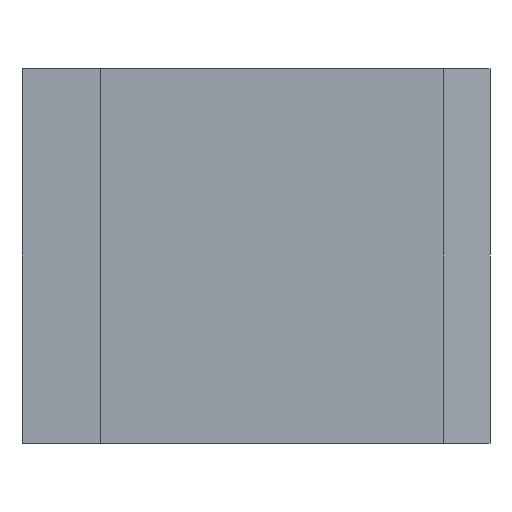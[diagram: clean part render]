
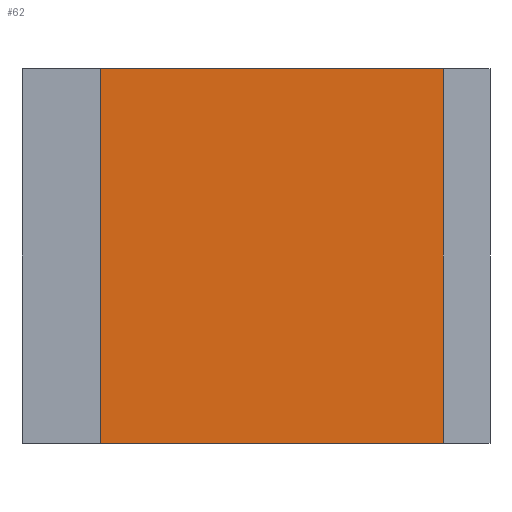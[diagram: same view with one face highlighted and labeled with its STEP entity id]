
A CAD part, left-side view. The second image highlights one B-rep face of the part: STEP entity #62.
In plain terms, the highlighted planar face has unit normal (-1, 0, 0).
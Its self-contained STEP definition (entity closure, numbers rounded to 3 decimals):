
#62 = ADVANCED_FACE( '', ( #134 ), #135, .F. );
#134 = FACE_OUTER_BOUND( '', #211, .T. );
#135 = PLANE( '', #212 );
#211 = EDGE_LOOP( '', ( #324, #325, #326, #327 ) );
#212 = AXIS2_PLACEMENT_3D( '', #328, #329, #330 );
#324 = ORIENTED_EDGE( '', *, *, #470, .T. );
#325 = ORIENTED_EDGE( '', *, *, #460, .F. );
#326 = ORIENTED_EDGE( '', *, *, #471, .F. );
#327 = ORIENTED_EDGE( '', *, *, #453, .T. );
#328 = CARTESIAN_POINT( '', ( -29., 50., 48. ) );
#329 = DIRECTION( '', ( 1., 0., 0. ) );
#330 = DIRECTION( '', ( 0., 0., -1. ) );
#453 = EDGE_CURVE( '', #543, #541, #544, .T. );
#460 = EDGE_CURVE( '', #554, #549, #556, .T. );
#470 = EDGE_CURVE( '', #541, #549, #570, .T. );
#471 = EDGE_CURVE( '', #543, #554, #571, .T. );
#541 = VERTEX_POINT( '', #660 );
#543 = VERTEX_POINT( '', #663 );
#544 = LINE( '', #664, #665 );
#549 = VERTEX_POINT( '', #672 );
#554 = VERTEX_POINT( '', #679 );
#556 = LINE( '', #682, #683 );
#570 = LINE( '', #703, #704 );
#571 = LINE( '', #705, #706 );
#660 = CARTESIAN_POINT( '', ( -29., 50., 0. ) );
#663 = CARTESIAN_POINT( '', ( -29., 50., 48. ) );
#664 = CARTESIAN_POINT( '', ( -29., 50., 48. ) );
#665 = VECTOR( '', #833, 1000. );
#672 = CARTESIAN_POINT( '', ( -29., 6., 0. ) );
#679 = CARTESIAN_POINT( '', ( -29., 6., 48. ) );
#682 = CARTESIAN_POINT( '', ( -29., 6., 48. ) );
#683 = VECTOR( '', #839, 1000. );
#703 = CARTESIAN_POINT( '', ( -29., 50., 0. ) );
#704 = VECTOR( '', #846, 1000. );
#705 = CARTESIAN_POINT( '', ( -29., 50., 48. ) );
#706 = VECTOR( '', #847, 1000. );
#833 = DIRECTION( '', ( 0., 0., -1. ) );
#839 = DIRECTION( '', ( 0., 0., -1. ) );
#846 = DIRECTION( '', ( 0., -1., 0. ) );
#847 = DIRECTION( '', ( 0., -1., 0. ) );
